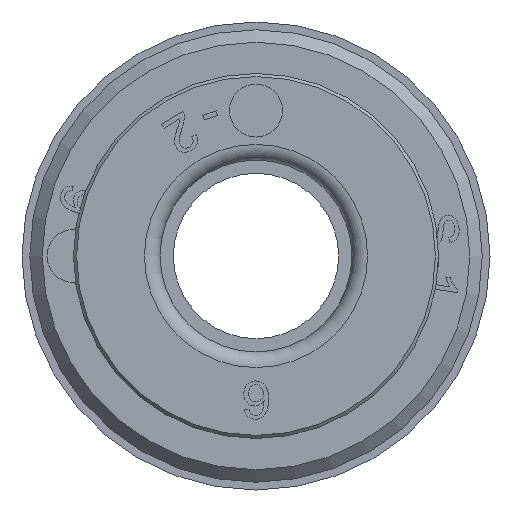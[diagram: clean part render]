
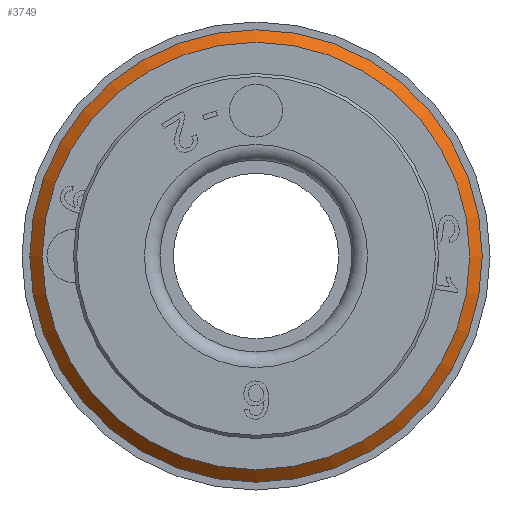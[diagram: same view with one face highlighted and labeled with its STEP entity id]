
A CAD part, left-side view. The second image highlights one B-rep face of the part: STEP entity #3749.
In plain terms, the highlighted conical face has half-angle 45 degrees and reference radius 7.05 mm.
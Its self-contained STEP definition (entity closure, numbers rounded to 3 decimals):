
#24=CONICAL_SURFACE('',#3979,7.05,45.);
#962=FACE_BOUND('',#1359,.T.);
#1099=FACE_OUTER_BOUND('',#1358,.T.);
#1358=EDGE_LOOP('',(#2891));
#1359=EDGE_LOOP('',(#2892));
#1635=CIRCLE('',#3973,6.85);
#1638=CIRCLE('',#3980,7.25);
#1797=VERTEX_POINT('',#5575);
#1800=VERTEX_POINT('',#5585);
#2220=EDGE_CURVE('',#1797,#1797,#1635,.T.);
#2223=EDGE_CURVE('',#1800,#1800,#1638,.T.);
#2891=ORIENTED_EDGE('',*,*,#2220,.T.);
#2892=ORIENTED_EDGE('',*,*,#2223,.T.);
#3749=ADVANCED_FACE('',(#1099,#962),#24,.T.);
#3973=AXIS2_PLACEMENT_3D('',#5576,#4282,#4283);
#3979=AXIS2_PLACEMENT_3D('',#5584,#4294,#4295);
#3980=AXIS2_PLACEMENT_3D('',#5586,#4296,#4297);
#4282=DIRECTION('center_axis',(1.,0.,0.));
#4283=DIRECTION('ref_axis',(0.,-1.,0.));
#4294=DIRECTION('center_axis',(1.,0.,0.));
#4295=DIRECTION('ref_axis',(0.,-1.,0.));
#4296=DIRECTION('center_axis',(-1.,0.,0.));
#4297=DIRECTION('ref_axis',(0.,-1.,0.));
#5575=CARTESIAN_POINT('',(-5.2,6.85,0.));
#5576=CARTESIAN_POINT('Origin',(-5.2,0.,0.));
#5584=CARTESIAN_POINT('Origin',(-5.,0.,0.));
#5585=CARTESIAN_POINT('',(-4.8,7.25,0.));
#5586=CARTESIAN_POINT('Origin',(-4.8,0.,0.));
